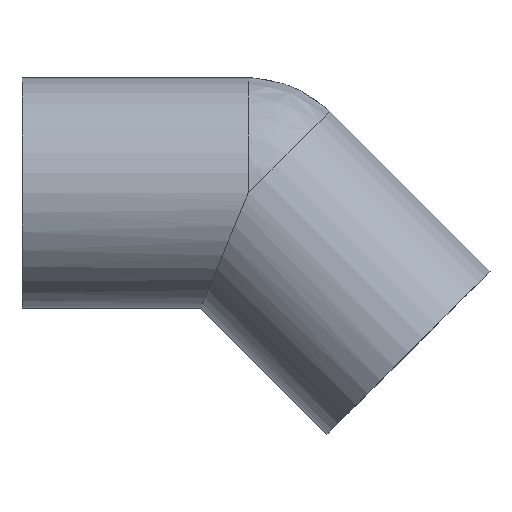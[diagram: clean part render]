
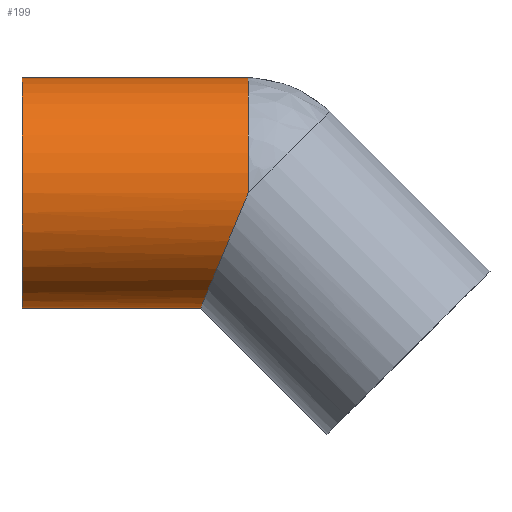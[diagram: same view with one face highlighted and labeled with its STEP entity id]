
A CAD part, top view. The second image highlights one B-rep face of the part: STEP entity #199.
In plain terms, the highlighted cylindrical face has radius 90 mm (diameter 180 mm), a partial arc.
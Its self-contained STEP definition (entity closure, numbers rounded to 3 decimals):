
#105 = VERTEX_POINT( '', #241 );
#109 = EDGE_CURVE( '', #161, #193, #245, .T. );
#111 = EDGE_CURVE( '', #147, #105, #247, .T. );
#147 = VERTEX_POINT( '', #288 );
#161 = VERTEX_POINT( '', #303 );
#165 = EDGE_CURVE( '', #167, #193, #307, .T. );
#167 = VERTEX_POINT( '', #309 );
#185 = EDGE_CURVE( '', #105, #167, #332, .T. );
#193 = VERTEX_POINT( '', #340 );
#195 = EDGE_CURVE( '', #161, #147, #342, .T. );
#199 = ADVANCED_FACE( '', ( #346 ), #347, .T. );
#241 = CARTESIAN_POINT( '', ( 176.5, 0., 90. ) );
#245 = CIRCLE( '', #393, 90. );
#247 = ELLIPSE( '', #396, 97.415, 90. );
#288 = CARTESIAN_POINT( '', ( 139.221, -90., 0. ) );
#303 = CARTESIAN_POINT( '', ( 0., -90., 0. ) );
#307 = LINE( '', #470, #471 );
#309 = CARTESIAN_POINT( '', ( 176.5, 90., 0. ) );
#332 = CIRCLE( '', #499, 90. );
#340 = CARTESIAN_POINT( '', ( 0., 90., 0. ) );
#342 = LINE( '', #513, #514 );
#346 = FACE_OUTER_BOUND( '', #519, .T. );
#347 = CYLINDRICAL_SURFACE( '', #520, 90. );
#393 = AXIS2_PLACEMENT_3D( '', #556, #557, #558 );
#396 = AXIS2_PLACEMENT_3D( '', #559, #560, #561 );
#470 = CARTESIAN_POINT( '', ( 88.25, 90., 0. ) );
#471 = VECTOR( '', #633, 1. );
#499 = AXIS2_PLACEMENT_3D( '', #675, #676, #677 );
#513 = CARTESIAN_POINT( '', ( 88.25, -90., 0. ) );
#514 = VECTOR( '', #682, 1. );
#519 = EDGE_LOOP( '', ( #687, #688, #689, #690, #691 ) );
#520 = AXIS2_PLACEMENT_3D( '', #692, #693, #694 );
#556 = CARTESIAN_POINT( '', ( 0., 0., 0. ) );
#557 = DIRECTION( '', ( -1., 0., 0. ) );
#558 = DIRECTION( '', ( 0., 1., 0. ) );
#559 = CARTESIAN_POINT( '', ( 176.5, 0., 0. ) );
#560 = DIRECTION( '', ( -0.924, 0.383, 0. ) );
#561 = DIRECTION( '', ( 0.383, 0.924, 0. ) );
#633 = DIRECTION( '', ( -1., 0., 0. ) );
#675 = CARTESIAN_POINT( '', ( 176.5, 0., 0. ) );
#676 = DIRECTION( '', ( -1., 0., 0. ) );
#677 = DIRECTION( '', ( 0., 1., 0. ) );
#682 = DIRECTION( '', ( 1., 0., 0. ) );
#687 = ORIENTED_EDGE( '', *, *, #165, .T. );
#688 = ORIENTED_EDGE( '', *, *, #109, .F. );
#689 = ORIENTED_EDGE( '', *, *, #195, .T. );
#690 = ORIENTED_EDGE( '', *, *, #111, .T. );
#691 = ORIENTED_EDGE( '', *, *, #185, .T. );
#692 = CARTESIAN_POINT( '', ( 88.25, 0., 0. ) );
#693 = DIRECTION( '', ( 1., 0., 0. ) );
#694 = DIRECTION( '', ( 0., 1., 0. ) );
